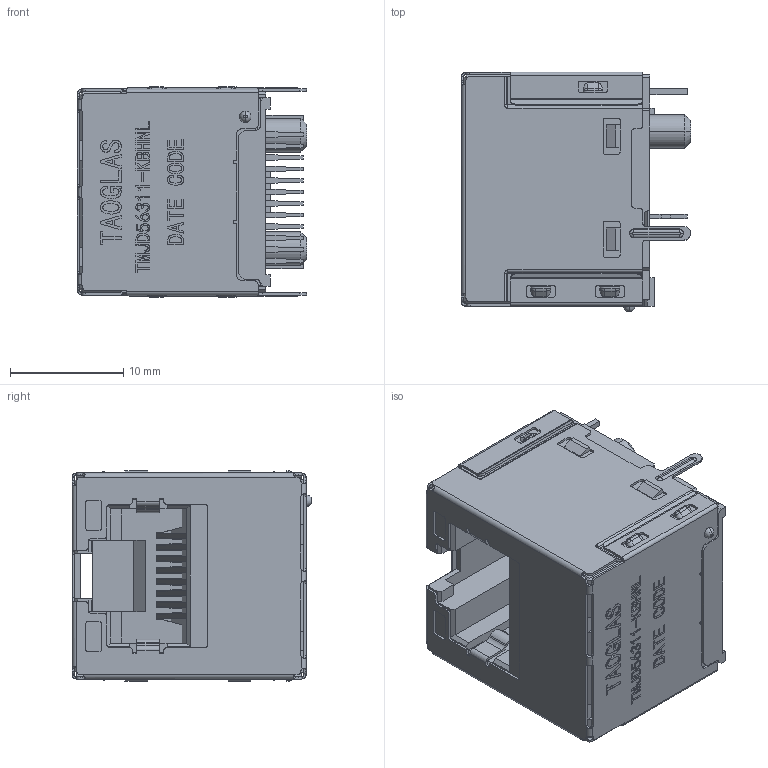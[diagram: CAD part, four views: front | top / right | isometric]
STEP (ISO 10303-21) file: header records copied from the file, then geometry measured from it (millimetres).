
FILE_DESCRIPTION (( 'STEP AP203' ), '1' );
FILE_NAME ('TMJD56311-KBHNL.STEP', '2024-04-11T03:54:34', ( 'Windows 蚚誧' ), ( 'Microsoft' ), 'SwSTEP 2.0', 'SolidWorks 2020', '' );
FILE_SCHEMA (( 'CONFIG_CONTROL_DESIGN' ));
Products named in the file (1): TMJD56311-KBHNL
Bounding box: 20.22 x 21.16 x 18.59 mm (x, y, z)
Volume: 4339.3 mm3; surface area: 8194.6 mm2
Topology: 8 solids, 9 shells, 2154 faces, 5935 edges, 3793 vertices
Faces by surface type: plane 1666, cylinder 305, bspline 112, sphere 34, torus 32, cone 5
Entity records: 74318 total; most frequent: CARTESIAN_POINT 19795, ORIENTED_EDGE 11864, DIRECTION 10363, EDGE_CURVE 5932, VECTOR 4991, LINE 4991, VERTEX_POINT 3792, AXIS2_PLACEMENT_3D 2686
